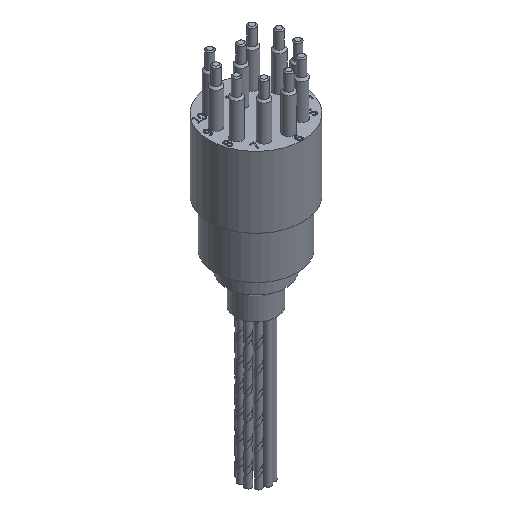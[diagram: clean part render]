
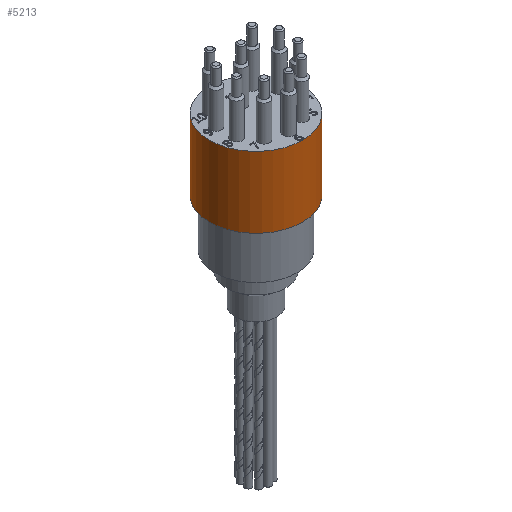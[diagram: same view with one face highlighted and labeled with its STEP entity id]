
A CAD part, isometric view. The second image highlights one B-rep face of the part: STEP entity #5213.
In plain terms, the highlighted cylindrical face has radius 12.5 mm (diameter 25 mm), a full revolution.
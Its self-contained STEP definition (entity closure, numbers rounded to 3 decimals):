
#71=CYLINDRICAL_SURFACE($,#5477,12.5);
#82=CIRCLE($,#5309,12.5);
#155=CIRCLE($,#5478,12.5);
#255=FACE_BOUND($,#1054,.T.);
#664=FACE_OUTER_BOUND($,#1053,.T.);
#1053=EDGE_LOOP($,(#4516));
#1054=EDGE_LOOP($,(#4517));
#2380=VERTEX_POINT($,#8964);
#2481=VERTEX_POINT($,#15962);
#3038=EDGE_CURVE($,#2380,#2380,#82,.T.);
#3163=EDGE_CURVE($,#2481,#2481,#155,.T.);
#4516=ORIENTED_EDGE($,*,*,#3038,.T.);
#4517=ORIENTED_EDGE($,*,*,#3163,.F.);
#5213=ADVANCED_FACE($,(#664,#255),#71,.T.);
#5309=AXIS2_PLACEMENT_3D($,#8965,#5981,#5982);
#5477=AXIS2_PLACEMENT_3D($,#15961,#6349,#6350);
#5478=AXIS2_PLACEMENT_3D($,#15963,#6351,#6352);
#5981=DIRECTION('center_axis',(0.,0.,-1.));
#5982=DIRECTION('ref_axis',(-1.,0.,0.));
#6349=DIRECTION('center_axis',(0.,0.,1.));
#6350=DIRECTION('ref_axis',(-1.,0.,0.));
#6351=DIRECTION('center_axis',(0.,0.,-1.));
#6352=DIRECTION('ref_axis',(-1.,0.,0.));
#8964=CARTESIAN_POINT('',(12.5,0.,19.));
#8965=CARTESIAN_POINT('Origin',(0.,0.,19.));
#15961=CARTESIAN_POINT('Origin',(0.,0.,0.));
#15962=CARTESIAN_POINT('',(12.5,0.,0.));
#15963=CARTESIAN_POINT('Origin',(0.,0.,0.));
